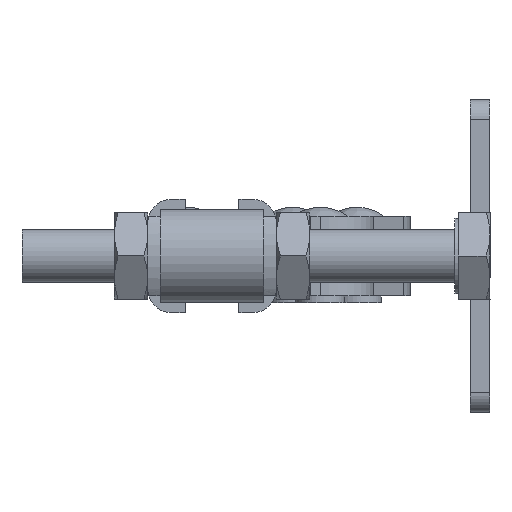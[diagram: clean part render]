
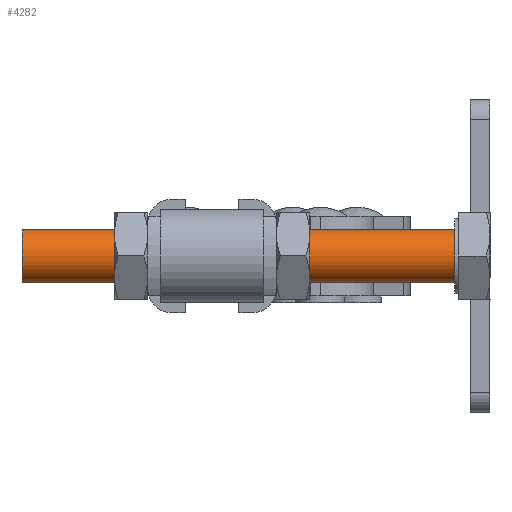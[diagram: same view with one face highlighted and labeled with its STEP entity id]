
A CAD part, left-side view. The second image highlights one B-rep face of the part: STEP entity #4282.
In plain terms, the highlighted cylindrical face has radius 4 mm (diameter 8 mm), a partial arc.
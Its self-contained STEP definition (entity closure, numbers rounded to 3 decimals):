
#525 = CARTESIAN_POINT ( 'NONE',  ( 65.6, 0., 0. ) ) ;
#530 = DIRECTION ( 'NONE',  ( -1., 0., 0. ) ) ;
#1056 = CARTESIAN_POINT ( 'NONE',  ( 65.6, 0., 4. ) ) ;
#1178 = EDGE_CURVE ( 'NONE', #1495, #3700, #3155, .T. ) ;
#1495 = VERTEX_POINT ( 'NONE', #2401 ) ;
#1801 = AXIS2_PLACEMENT_3D ( 'NONE', #2038, #4090, #4145 ) ;
#2038 = CARTESIAN_POINT ( 'NONE',  ( 0.6, 0., 0. ) ) ;
#2137 = ORIENTED_EDGE ( 'NONE', *, *, #5360, .F. ) ;
#2358 = CARTESIAN_POINT ( 'NONE',  ( 65.6, 0., 0. ) ) ;
#2401 = CARTESIAN_POINT ( 'NONE',  ( 65.6, 0., -4. ) ) ;
#2473 = AXIS2_PLACEMENT_3D ( 'NONE', #2358, #7158, #8555 ) ;
#2492 = CARTESIAN_POINT ( 'NONE',  ( 65.6, 0., 4. ) ) ;
#2688 = EDGE_CURVE ( 'NONE', #5972, #8747, #6476, .T. ) ;
#3098 = ORIENTED_EDGE ( 'NONE', *, *, #2688, .F. ) ;
#3155 = LINE ( 'NONE', #8867, #5959 ) ;
#3700 = VERTEX_POINT ( 'NONE', #7818 ) ;
#4090 = DIRECTION ( 'NONE',  ( 1., 0., 0. ) ) ;
#4145 = DIRECTION ( 'NONE',  ( 0., 0., -1. ) ) ;
#4200 = FACE_OUTER_BOUND ( 'NONE', #5455, .T. ) ;
#4282 = ADVANCED_FACE ( 'NONE', ( #4200 ), #7516, .T. ) ;
#4292 = CARTESIAN_POINT ( 'NONE',  ( 0.6, 0., 4. ) ) ;
#4550 = AXIS2_PLACEMENT_3D ( 'NONE', #525, #5374, #8085 ) ;
#5257 = DIRECTION ( 'NONE',  ( -1., 0., 0. ) ) ;
#5336 = ORIENTED_EDGE ( 'NONE', *, *, #8087, .T. ) ;
#5360 = EDGE_CURVE ( 'NONE', #1495, #5972, #7394, .T. ) ;
#5374 = DIRECTION ( 'NONE',  ( -1., 0., 0. ) ) ;
#5455 = EDGE_LOOP ( 'NONE', ( #2137, #5457, #5336, #3098 ) ) ;
#5457 = ORIENTED_EDGE ( 'NONE', *, *, #1178, .T. ) ;
#5555 = CIRCLE ( 'NONE', #1801, 4. ) ;
#5959 = VECTOR ( 'NONE', #530, 1000. ) ;
#5972 = VERTEX_POINT ( 'NONE', #2492 ) ;
#6476 = LINE ( 'NONE', #1056, #6686 ) ;
#6686 = VECTOR ( 'NONE', #5257, 1000. ) ;
#7158 = DIRECTION ( 'NONE',  ( 1., 0., 0. ) ) ;
#7394 = CIRCLE ( 'NONE', #2473, 4. ) ;
#7516 = CYLINDRICAL_SURFACE ( 'NONE', #4550, 4. ) ;
#7818 = CARTESIAN_POINT ( 'NONE',  ( 0.6, 0., -4. ) ) ;
#8085 = DIRECTION ( 'NONE',  ( 0., 0., 1. ) ) ;
#8087 = EDGE_CURVE ( 'NONE', #3700, #8747, #5555, .T. ) ;
#8555 = DIRECTION ( 'NONE',  ( 0., 0., -1. ) ) ;
#8747 = VERTEX_POINT ( 'NONE', #4292 ) ;
#8867 = CARTESIAN_POINT ( 'NONE',  ( 65.6, 0., -4. ) ) ;
